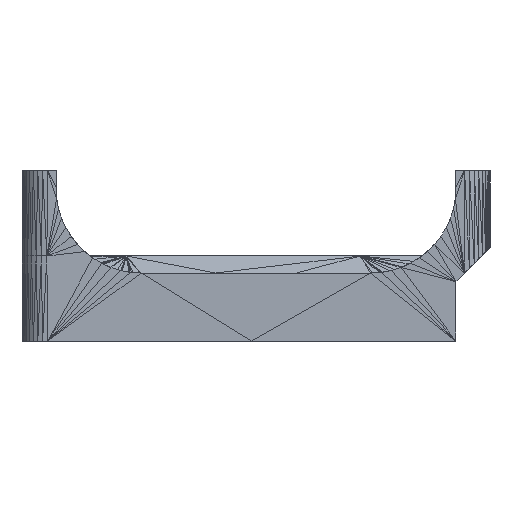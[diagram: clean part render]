
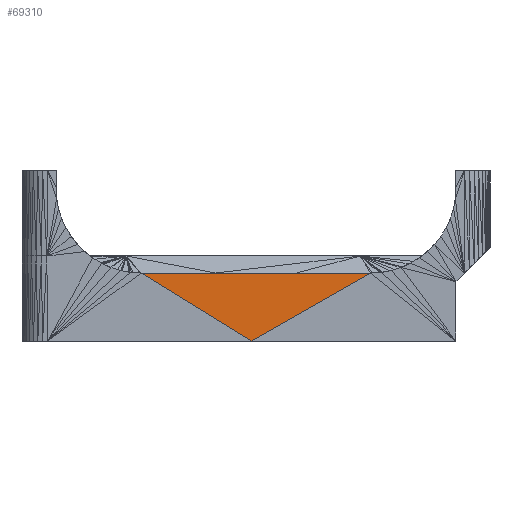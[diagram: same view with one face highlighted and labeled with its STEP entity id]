
A CAD part, left-side view. The second image highlights one B-rep face of the part: STEP entity #69310.
In plain terms, the highlighted planar face has unit normal (-1, 0, 0).
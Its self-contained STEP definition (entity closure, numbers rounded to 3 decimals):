
#4786=FACE_OUTER_BOUND('',#10218,.T.);
#10218=EDGE_LOOP('',(#57045,#57046,#57047));
#19055=LINE('',#110720,#28169);
#19056=LINE('',#110723,#28170);
#19057=LINE('',#110724,#28171);
#28169=VECTOR('',#93134,10.);
#28170=VECTOR('',#93137,10.);
#28171=VECTOR('',#93138,10.);
#31461=VERTEX_POINT('',#110603);
#31484=VERTEX_POINT('',#110716);
#31485=VERTEX_POINT('',#110722);
#39941=EDGE_CURVE('',#31484,#31461,#19055,.T.);
#39942=EDGE_CURVE('',#31484,#31485,#19056,.T.);
#39943=EDGE_CURVE('',#31461,#31485,#19057,.T.);
#57045=ORIENTED_EDGE('',*,*,#39941,.F.);
#57046=ORIENTED_EDGE('',*,*,#39942,.T.);
#57047=ORIENTED_EDGE('',*,*,#39943,.F.);
#63878=PLANE('',#74757);
#69310=ADVANCED_FACE('',(#4786),#63878,.T.);
#74757=AXIS2_PLACEMENT_3D('',#110721,#93135,#93136);
#93134=DIRECTION('',(0.,0.868,-0.496));
#93135=DIRECTION('center_axis',(-1.,0.,0.));
#93136=DIRECTION('ref_axis',(0.,0.,1.));
#93137=DIRECTION('',(0.,1.,0.));
#93138=DIRECTION('',(0.,0.852,0.524));
#110603=CARTESIAN_POINT('',(0.,280.,0.));
#110716=CARTESIAN_POINT('',(0.,140.,80.));
#110720=CARTESIAN_POINT('',(0.,140.,80.));
#110721=CARTESIAN_POINT('Origin',(0.,410.,80.));
#110722=CARTESIAN_POINT('',(0.,410.,80.));
#110723=CARTESIAN_POINT('',(0.,140.,80.));
#110724=CARTESIAN_POINT('',(0.,280.,0.));
